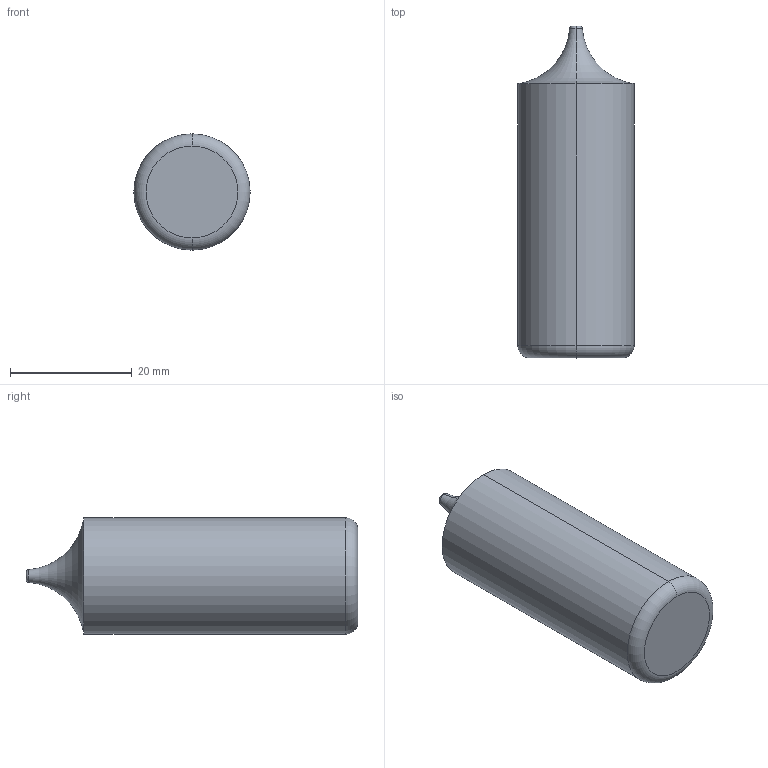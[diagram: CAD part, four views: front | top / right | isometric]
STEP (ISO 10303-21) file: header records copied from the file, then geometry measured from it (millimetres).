
FILE_DESCRIPTION (( 'STEP AP203' ), '1' );
FILE_NAME ('IN_14_3D.STEP', '2019-04-07T01:32:31', ( '' ), ( '' ), 'SwSTEP 2.0', 'SolidWorks 2019', '' );
FILE_SCHEMA (( 'CONFIG_CONTROL_DESIGN' ));
Length unit declared in the file: millimetre
Products named in the file (1): IN_14_3D
Bounding box: 19.1 x 54.5 x 19.1 mm (x, y, z)
Volume: 13275.7 mm3; surface area: 3296 mm2
Topology: 1 solids, 1 shells, 10 faces, 18 edges, 10 vertices
Faces by surface type: torus 6, cylinder 2, plane 2
Entity records: 327 total; most frequent: DIRECTION 56, CARTESIAN_POINT 39, ORIENTED_EDGE 36, AXIS2_PLACEMENT_3D 27, EDGE_CURVE 18, CIRCLE 16, FACE_OUTER_BOUND 10, EDGE_LOOP 10
